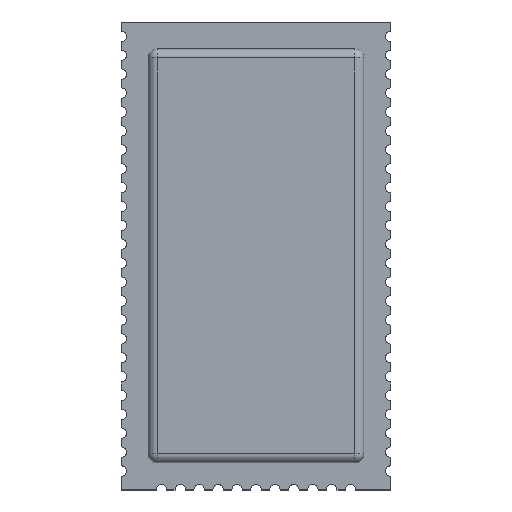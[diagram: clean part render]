
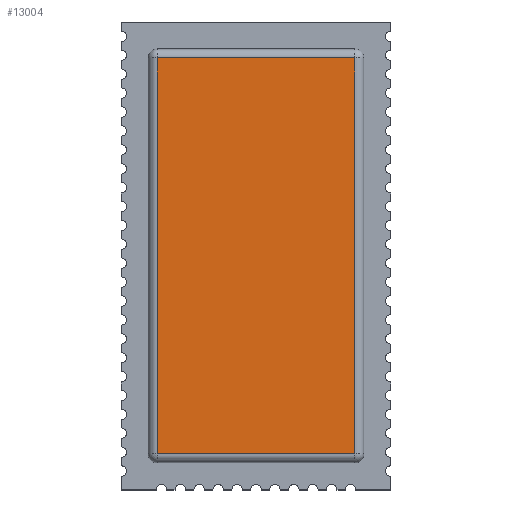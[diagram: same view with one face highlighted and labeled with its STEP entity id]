
A CAD part, top view. The second image highlights one B-rep face of the part: STEP entity #13004.
In plain terms, the highlighted planar face has unit normal (0, 0, 1).
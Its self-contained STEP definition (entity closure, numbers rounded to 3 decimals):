
#4806 = CYLINDRICAL_SURFACE('',#4807,0.5);
#4807 = AXIS2_PLACEMENT_3D('',#4808,#4809,#4810);
#4808 = CARTESIAN_POINT('',(-6.,11.,1.5));
#4809 = DIRECTION('',(1.,0.,0.));
#4810 = DIRECTION('',(0.,1.,0.));
#4990 = CYLINDRICAL_SURFACE('',#4991,0.5);
#4991 = AXIS2_PLACEMENT_3D('',#4992,#4993,#4994);
#4992 = CARTESIAN_POINT('',(-5.5,-11.5,1.5));
#4993 = DIRECTION('',(0.,1.,0.));
#4994 = DIRECTION('',(-1.,0.,0.));
#5024 = CYLINDRICAL_SURFACE('',#5025,0.5);
#5025 = AXIS2_PLACEMENT_3D('',#5026,#5027,#5028);
#5026 = CARTESIAN_POINT('',(5.5,11.5,1.5));
#5027 = DIRECTION('',(0.,-1.,0.));
#5028 = DIRECTION('',(1.,0.,0.));
#5186 = CYLINDRICAL_SURFACE('',#5187,0.5);
#5187 = AXIS2_PLACEMENT_3D('',#5188,#5189,#5190);
#5188 = CARTESIAN_POINT('',(6.,-11.,1.5));
#5189 = DIRECTION('',(-1.,0.,0.));
#5190 = DIRECTION('',(0.,-1.,0.));
#12563 = VERTEX_POINT('',#12564);
#12564 = CARTESIAN_POINT('',(-5.5,11.,2.));
#12584 = EDGE_CURVE('',#12563,#12585,#12587,.T.);
#12585 = VERTEX_POINT('',#12586);
#12586 = CARTESIAN_POINT('',(5.5,11.,2.));
#12587 = SURFACE_CURVE('',#12588,(#12592,#12599),.PCURVE_S1.);
#12588 = LINE('',#12589,#12590);
#12589 = CARTESIAN_POINT('',(-6.,11.,2.));
#12590 = VECTOR('',#12591,1.);
#12591 = DIRECTION('',(1.,0.,0.));
#12592 = PCURVE('',#4806,#12593);
#12593 = DEFINITIONAL_REPRESENTATION('',(#12594),#12598);
#12594 = LINE('',#12595,#12596);
#12595 = CARTESIAN_POINT('',(1.571,0.));
#12596 = VECTOR('',#12597,1.);
#12597 = DIRECTION('',(0.,1.));
#12598 = ( GEOMETRIC_REPRESENTATION_CONTEXT(2) 
PARAMETRIC_REPRESENTATION_CONTEXT() REPRESENTATION_CONTEXT('2D SPACE',''
  ) );
#12599 = PCURVE('',#12600,#12605);
#12600 = PLANE('',#12601);
#12601 = AXIS2_PLACEMENT_3D('',#12602,#12603,#12604);
#12602 = CARTESIAN_POINT('',(0.,0.,2.));
#12603 = DIRECTION('',(-0.,-0.,-1.));
#12604 = DIRECTION('',(-1.,0.,0.));
#12605 = DEFINITIONAL_REPRESENTATION('',(#12606),#12610);
#12606 = LINE('',#12607,#12608);
#12607 = CARTESIAN_POINT('',(6.,11.));
#12608 = VECTOR('',#12609,1.);
#12609 = DIRECTION('',(-1.,0.));
#12610 = ( GEOMETRIC_REPRESENTATION_CONTEXT(2) 
PARAMETRIC_REPRESENTATION_CONTEXT() REPRESENTATION_CONTEXT('2D SPACE',''
  ) );
#12687 = VERTEX_POINT('',#12688);
#12688 = CARTESIAN_POINT('',(-5.5,-11.,2.));
#12708 = EDGE_CURVE('',#12687,#12563,#12709,.T.);
#12709 = SURFACE_CURVE('',#12710,(#12714,#12721),.PCURVE_S1.);
#12710 = LINE('',#12711,#12712);
#12711 = CARTESIAN_POINT('',(-5.5,-11.5,2.));
#12712 = VECTOR('',#12713,1.);
#12713 = DIRECTION('',(0.,1.,0.));
#12714 = PCURVE('',#4990,#12715);
#12715 = DEFINITIONAL_REPRESENTATION('',(#12716),#12720);
#12716 = LINE('',#12717,#12718);
#12717 = CARTESIAN_POINT('',(1.571,0.));
#12718 = VECTOR('',#12719,1.);
#12719 = DIRECTION('',(0.,1.));
#12720 = ( GEOMETRIC_REPRESENTATION_CONTEXT(2) 
PARAMETRIC_REPRESENTATION_CONTEXT() REPRESENTATION_CONTEXT('2D SPACE',''
  ) );
#12721 = PCURVE('',#12600,#12722);
#12722 = DEFINITIONAL_REPRESENTATION('',(#12723),#12727);
#12723 = LINE('',#12724,#12725);
#12724 = CARTESIAN_POINT('',(5.5,-11.5));
#12725 = VECTOR('',#12726,1.);
#12726 = DIRECTION('',(0.,1.));
#12727 = ( GEOMETRIC_REPRESENTATION_CONTEXT(2) 
PARAMETRIC_REPRESENTATION_CONTEXT() REPRESENTATION_CONTEXT('2D SPACE',''
  ) );
#12735 = EDGE_CURVE('',#12585,#12736,#12738,.T.);
#12736 = VERTEX_POINT('',#12737);
#12737 = CARTESIAN_POINT('',(5.5,-11.,2.));
#12738 = SURFACE_CURVE('',#12739,(#12743,#12750),.PCURVE_S1.);
#12739 = LINE('',#12740,#12741);
#12740 = CARTESIAN_POINT('',(5.5,11.5,2.));
#12741 = VECTOR('',#12742,1.);
#12742 = DIRECTION('',(0.,-1.,0.));
#12743 = PCURVE('',#5024,#12744);
#12744 = DEFINITIONAL_REPRESENTATION('',(#12745),#12749);
#12745 = LINE('',#12746,#12747);
#12746 = CARTESIAN_POINT('',(1.571,0.));
#12747 = VECTOR('',#12748,1.);
#12748 = DIRECTION('',(0.,1.));
#12749 = ( GEOMETRIC_REPRESENTATION_CONTEXT(2) 
PARAMETRIC_REPRESENTATION_CONTEXT() REPRESENTATION_CONTEXT('2D SPACE',''
  ) );
#12750 = PCURVE('',#12600,#12751);
#12751 = DEFINITIONAL_REPRESENTATION('',(#12752),#12756);
#12752 = LINE('',#12753,#12754);
#12753 = CARTESIAN_POINT('',(-5.5,11.5));
#12754 = VECTOR('',#12755,1.);
#12755 = DIRECTION('',(0.,-1.));
#12756 = ( GEOMETRIC_REPRESENTATION_CONTEXT(2) 
PARAMETRIC_REPRESENTATION_CONTEXT() REPRESENTATION_CONTEXT('2D SPACE',''
  ) );
#12833 = EDGE_CURVE('',#12736,#12687,#12834,.T.);
#12834 = SURFACE_CURVE('',#12835,(#12839,#12846),.PCURVE_S1.);
#12835 = LINE('',#12836,#12837);
#12836 = CARTESIAN_POINT('',(6.,-11.,2.));
#12837 = VECTOR('',#12838,1.);
#12838 = DIRECTION('',(-1.,0.,0.));
#12839 = PCURVE('',#5186,#12840);
#12840 = DEFINITIONAL_REPRESENTATION('',(#12841),#12845);
#12841 = LINE('',#12842,#12843);
#12842 = CARTESIAN_POINT('',(1.571,0.));
#12843 = VECTOR('',#12844,1.);
#12844 = DIRECTION('',(0.,1.));
#12845 = ( GEOMETRIC_REPRESENTATION_CONTEXT(2) 
PARAMETRIC_REPRESENTATION_CONTEXT() REPRESENTATION_CONTEXT('2D SPACE',''
  ) );
#12846 = PCURVE('',#12600,#12847);
#12847 = DEFINITIONAL_REPRESENTATION('',(#12848),#12852);
#12848 = LINE('',#12849,#12850);
#12849 = CARTESIAN_POINT('',(-6.,-11.));
#12850 = VECTOR('',#12851,1.);
#12851 = DIRECTION('',(1.,0.));
#12852 = ( GEOMETRIC_REPRESENTATION_CONTEXT(2) 
PARAMETRIC_REPRESENTATION_CONTEXT() REPRESENTATION_CONTEXT('2D SPACE',''
  ) );
#13004 = ADVANCED_FACE('',(#13005),#12600,.F.);
#13005 = FACE_BOUND('',#13006,.F.);
#13006 = EDGE_LOOP('',(#13007,#13008,#13009,#13010));
#13007 = ORIENTED_EDGE('',*,*,#12584,.T.);
#13008 = ORIENTED_EDGE('',*,*,#12735,.T.);
#13009 = ORIENTED_EDGE('',*,*,#12833,.T.);
#13010 = ORIENTED_EDGE('',*,*,#12708,.T.);
